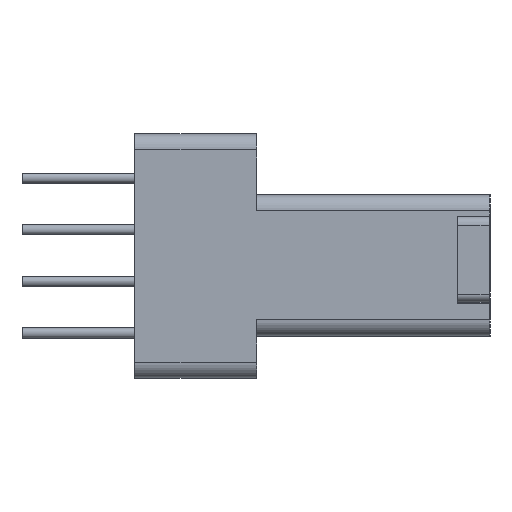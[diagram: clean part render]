
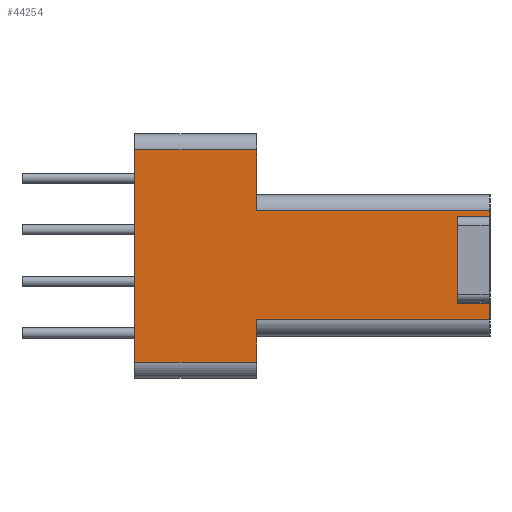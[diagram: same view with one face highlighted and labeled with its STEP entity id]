
A CAD part, left-side view. The second image highlights one B-rep face of the part: STEP entity #44254.
In plain terms, the highlighted planar face has unit normal (-1, 0, 0).
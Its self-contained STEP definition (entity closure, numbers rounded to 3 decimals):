
#391 = AXIS2_PLACEMENT_3D ( 'NONE', #5165, #8513, #23712 ) ;
#1284 = LINE ( 'NONE', #24983, #43983 ) ;
#1345 = VECTOR ( 'NONE', #52293, 1000. ) ;
#1802 = ORIENTED_EDGE ( 'NONE', *, *, #43570, .T. ) ;
#1803 = VECTOR ( 'NONE', #43824, 1000. ) ;
#3201 = VERTEX_POINT ( 'NONE', #25670 ) ;
#3774 = CARTESIAN_POINT ( 'NONE',  ( -14.34, -5.74, -0.53 ) ) ;
#4096 = EDGE_CURVE ( 'NONE', #11143, #11609, #52857, .T. ) ;
#5165 = CARTESIAN_POINT ( 'NONE',  ( -14.34, -5.74, 0. ) ) ;
#5760 = LINE ( 'NONE', #24313, #1345 ) ;
#8261 = DIRECTION ( 'NONE',  ( 0., 0., -1. ) ) ;
#8513 = DIRECTION ( 'NONE',  ( 1., 0., 0. ) ) ;
#8830 = PLANE ( 'NONE',  #391 ) ;
#9826 = EDGE_LOOP ( 'NONE', ( #29262, #13083, #29316, #1802, #29052, #49147, #35730, #23217, #16063, #28598, #31745, #31089 ) ) ;
#11143 = VERTEX_POINT ( 'NONE', #50851 ) ;
#11182 = DIRECTION ( 'NONE',  ( 0., 0., -1. ) ) ;
#11609 = VERTEX_POINT ( 'NONE', #3774 ) ;
#12790 = CARTESIAN_POINT ( 'NONE',  ( -14.34, -4.94, -0.53 ) ) ;
#13083 = ORIENTED_EDGE ( 'NONE', *, *, #20055, .T. ) ;
#13960 = VECTOR ( 'NONE', #39182, 1000. ) ;
#14142 = VERTEX_POINT ( 'NONE', #16211 ) ;
#15286 = EDGE_CURVE ( 'NONE', #3201, #14142, #18101, .T. ) ;
#15411 = LINE ( 'NONE', #58001, #55506 ) ;
#15774 = VERTEX_POINT ( 'NONE', #39231 ) ;
#15778 = CARTESIAN_POINT ( 'NONE',  ( -14.34, -4.94, -2.67 ) ) ;
#16063 = ORIENTED_EDGE ( 'NONE', *, *, #49576, .T. ) ;
#16211 = CARTESIAN_POINT ( 'NONE',  ( -14.34, 0., 1.1 ) ) ;
#16998 = CARTESIAN_POINT ( 'NONE',  ( -14.34, -4.94, -0.53 ) ) ;
#18101 = LINE ( 'NONE', #32111, #23628 ) ;
#18827 = EDGE_CURVE ( 'NONE', #51720, #34690, #45188, .T. ) ;
#20055 = EDGE_CURVE ( 'NONE', #49837, #11609, #25254, .T. ) ;
#20407 = VECTOR ( 'NONE', #45763, 1000. ) ;
#23217 = ORIENTED_EDGE ( 'NONE', *, *, #44448, .T. ) ;
#23628 = VECTOR ( 'NONE', #27554, 1000. ) ;
#23712 = DIRECTION ( 'NONE',  ( 0., 1., 0. ) ) ;
#24313 = CARTESIAN_POINT ( 'NONE',  ( -14.34, 3., -4.12 ) ) ;
#24867 = CARTESIAN_POINT ( 'NONE',  ( -14.34, -5.74, 0. ) ) ;
#24983 = CARTESIAN_POINT ( 'NONE',  ( -14.34, 3., 1.1 ) ) ;
#25033 = VECTOR ( 'NONE', #29989, 1000. ) ;
#25254 = LINE ( 'NONE', #16998, #1803 ) ;
#25670 = CARTESIAN_POINT ( 'NONE',  ( -14.34, 0., -0.4 ) ) ;
#26183 = VERTEX_POINT ( 'NONE', #32678 ) ;
#26909 = DIRECTION ( 'NONE',  ( 0., 1., 0. ) ) ;
#27406 = CARTESIAN_POINT ( 'NONE',  ( -14.34, 0., -4.12 ) ) ;
#27554 = DIRECTION ( 'NONE',  ( 0., 0., 1. ) ) ;
#28278 = FACE_OUTER_BOUND ( 'NONE', #9826, .T. ) ;
#28598 = ORIENTED_EDGE ( 'NONE', *, *, #39723, .T. ) ;
#29052 = ORIENTED_EDGE ( 'NONE', *, *, #15286, .T. ) ;
#29262 = ORIENTED_EDGE ( 'NONE', *, *, #56390, .F. ) ;
#29316 = ORIENTED_EDGE ( 'NONE', *, *, #4096, .F. ) ;
#29989 = DIRECTION ( 'NONE',  ( 0., -1., 0. ) ) ;
#30990 = CARTESIAN_POINT ( 'NONE',  ( -14.34, -4.94, -0.53 ) ) ;
#31089 = ORIENTED_EDGE ( 'NONE', *, *, #18827, .F. ) ;
#31541 = EDGE_CURVE ( 'NONE', #15774, #47179, #44051, .T. ) ;
#31745 = ORIENTED_EDGE ( 'NONE', *, *, #37251, .F. ) ;
#32111 = CARTESIAN_POINT ( 'NONE',  ( -14.34, 0., 1.1 ) ) ;
#32678 = CARTESIAN_POINT ( 'NONE',  ( -14.34, 0., -3.08 ) ) ;
#33852 = CARTESIAN_POINT ( 'NONE',  ( -14.34, -5.74, -2.67 ) ) ;
#34690 = VERTEX_POINT ( 'NONE', #33852 ) ;
#34729 = LINE ( 'NONE', #12790, #58256 ) ;
#34852 = CARTESIAN_POINT ( 'NONE',  ( -14.34, -4.94, -2.67 ) ) ;
#35438 = CARTESIAN_POINT ( 'NONE',  ( -14.34, -5.74, -0.4 ) ) ;
#35730 = ORIENTED_EDGE ( 'NONE', *, *, #31541, .F. ) ;
#37251 = EDGE_CURVE ( 'NONE', #34690, #57832, #42447, .T. ) ;
#39182 = DIRECTION ( 'NONE',  ( 0., 0., 1. ) ) ;
#39231 = CARTESIAN_POINT ( 'NONE',  ( -14.34, 3., -4.12 ) ) ;
#39723 = EDGE_CURVE ( 'NONE', #26183, #57832, #15411, .T. ) ;
#40154 = VECTOR ( 'NONE', #26909, 1000. ) ;
#42424 = EDGE_CURVE ( 'NONE', #47179, #14142, #1284, .T. ) ;
#42447 = LINE ( 'NONE', #42737, #45578 ) ;
#42641 = DIRECTION ( 'NONE',  ( 0., -1., 0. ) ) ;
#42737 = CARTESIAN_POINT ( 'NONE',  ( -14.34, -5.74, 0. ) ) ;
#43570 = EDGE_CURVE ( 'NONE', #11143, #3201, #50343, .T. ) ;
#43824 = DIRECTION ( 'NONE',  ( 0., -1., 0. ) ) ;
#43983 = VECTOR ( 'NONE', #42641, 1000. ) ;
#44051 = LINE ( 'NONE', #58627, #13960 ) ;
#44254 = ADVANCED_FACE ( 'NONE', ( #28278 ), #8830, .F. ) ;
#44448 = EDGE_CURVE ( 'NONE', #15774, #46243, #5760, .T. ) ;
#44450 = CARTESIAN_POINT ( 'NONE',  ( -14.34, 3., 1.1 ) ) ;
#45188 = LINE ( 'NONE', #34852, #25033 ) ;
#45578 = VECTOR ( 'NONE', #47904, 1000. ) ;
#45601 = VECTOR ( 'NONE', #11182, 1000. ) ;
#45763 = DIRECTION ( 'NONE',  ( 0., 0., 1. ) ) ;
#46243 = VERTEX_POINT ( 'NONE', #27406 ) ;
#47179 = VERTEX_POINT ( 'NONE', #44450 ) ;
#47904 = DIRECTION ( 'NONE',  ( 0., 0., -1. ) ) ;
#48167 = CARTESIAN_POINT ( 'NONE',  ( -14.34, -5.74, -3.08 ) ) ;
#49147 = ORIENTED_EDGE ( 'NONE', *, *, #42424, .F. ) ;
#49576 = EDGE_CURVE ( 'NONE', #46243, #26183, #55194, .T. ) ;
#49837 = VERTEX_POINT ( 'NONE', #30990 ) ;
#50343 = LINE ( 'NONE', #35438, #40154 ) ;
#50851 = CARTESIAN_POINT ( 'NONE',  ( -14.34, -5.74, -0.4 ) ) ;
#51720 = VERTEX_POINT ( 'NONE', #15778 ) ;
#52293 = DIRECTION ( 'NONE',  ( 0., -1., 0. ) ) ;
#52857 = LINE ( 'NONE', #24867, #45601 ) ;
#53145 = DIRECTION ( 'NONE',  ( 0., -1., 0. ) ) ;
#55194 = LINE ( 'NONE', #60046, #20407 ) ;
#55506 = VECTOR ( 'NONE', #53145, 1000. ) ;
#56390 = EDGE_CURVE ( 'NONE', #49837, #51720, #34729, .T. ) ;
#57832 = VERTEX_POINT ( 'NONE', #48167 ) ;
#58001 = CARTESIAN_POINT ( 'NONE',  ( -14.34, -5.74, -3.08 ) ) ;
#58256 = VECTOR ( 'NONE', #8261, 1000. ) ;
#58627 = CARTESIAN_POINT ( 'NONE',  ( -14.34, 3., 1.1 ) ) ;
#60046 = CARTESIAN_POINT ( 'NONE',  ( -14.34, 0., 1.1 ) ) ;
